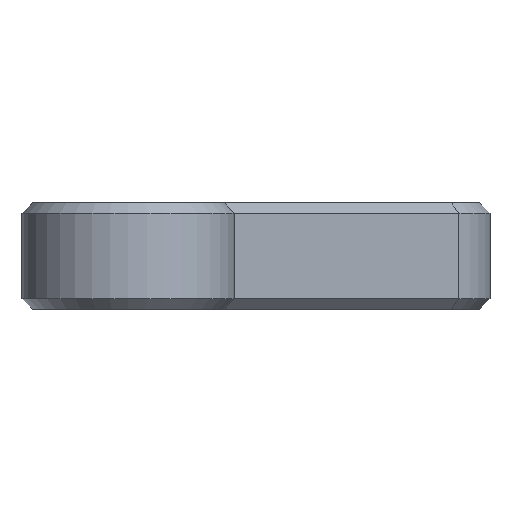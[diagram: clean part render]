
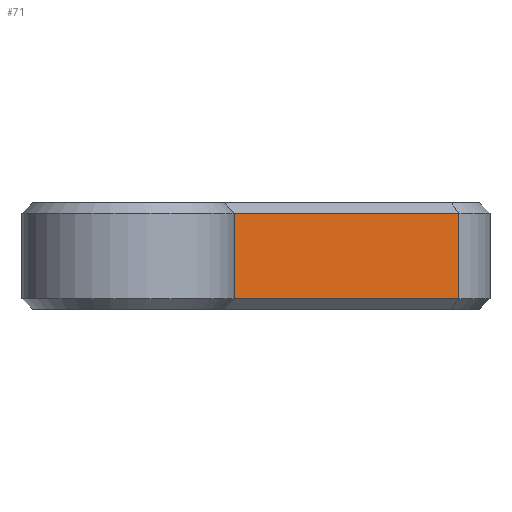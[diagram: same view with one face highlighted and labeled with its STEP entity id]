
A CAD part, front view. The second image highlights one B-rep face of the part: STEP entity #71.
In plain terms, the highlighted planar face has unit normal (0.707, -0.707, 0).
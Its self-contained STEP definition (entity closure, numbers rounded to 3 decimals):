
#37 = VERTEX_POINT ( 'NONE', #1504 ) ;
#57 = CARTESIAN_POINT ( 'NONE',  ( 5., 12.929, -2. ) ) ;
#61 = CARTESIAN_POINT ( 'NONE',  ( 5., 12.929, 2.5 ) ) ;
#64 = ORIENTED_EDGE ( 'NONE', *, *, #369, .T. ) ;
#71 = ADVANCED_FACE ( 'NONE', ( #1034 ), #1677, .F. ) ;
#109 = CARTESIAN_POINT ( 'NONE',  ( 5., 12.929, -2. ) ) ;
#117 = CARTESIAN_POINT ( 'NONE',  ( 15.536, 23.464, 2. ) ) ;
#196 = DIRECTION ( 'NONE',  ( -0.707, -0.707, 0. ) ) ;
#213 = CARTESIAN_POINT ( 'NONE',  ( 5., 12.929, 2. ) ) ;
#254 = DIRECTION ( 'NONE',  ( 0.707, 0.707, 0. ) ) ;
#367 = EDGE_CURVE ( 'NONE', #1609, #37, #1669, .T. ) ;
#369 = EDGE_CURVE ( 'NONE', #37, #1397, #1643, .T. ) ;
#452 = VERTEX_POINT ( 'NONE', #723 ) ;
#717 = DIRECTION ( 'NONE',  ( -0.707, 0.707, 0. ) ) ;
#723 = CARTESIAN_POINT ( 'NONE',  ( 15.536, 23.464, -2. ) ) ;
#845 = VECTOR ( 'NONE', #865, 1000. ) ;
#849 = CARTESIAN_POINT ( 'NONE',  ( 5., 12.929, 2.5 ) ) ;
#865 = DIRECTION ( 'NONE',  ( 0., 0., -1. ) ) ;
#874 = VECTOR ( 'NONE', #196, 1000. ) ;
#951 = ORIENTED_EDGE ( 'NONE', *, *, #367, .T. ) ;
#1001 = LINE ( 'NONE', #1500, #1041 ) ;
#1034 = FACE_OUTER_BOUND ( 'NONE', #1700, .T. ) ;
#1041 = VECTOR ( 'NONE', #1974, 1000. ) ;
#1064 = LINE ( 'NONE', #109, #1254 ) ;
#1109 = AXIS2_PLACEMENT_3D ( 'NONE', #61, #717, #1367 ) ;
#1126 = EDGE_CURVE ( 'NONE', #1397, #452, #1064, .T. ) ;
#1254 = VECTOR ( 'NONE', #254, 1000. ) ;
#1256 = ORIENTED_EDGE ( 'NONE', *, *, #1780, .F. ) ;
#1367 = DIRECTION ( 'NONE',  ( -0.707, -0.707, 0. ) ) ;
#1397 = VERTEX_POINT ( 'NONE', #57 ) ;
#1500 = CARTESIAN_POINT ( 'NONE',  ( 15.536, 23.464, 2.5 ) ) ;
#1504 = CARTESIAN_POINT ( 'NONE',  ( 5., 12.929, 2. ) ) ;
#1609 = VERTEX_POINT ( 'NONE', #117 ) ;
#1643 = LINE ( 'NONE', #849, #845 ) ;
#1669 = LINE ( 'NONE', #213, #874 ) ;
#1677 = PLANE ( 'NONE',  #1109 ) ;
#1700 = EDGE_LOOP ( 'NONE', ( #64, #1939, #1256, #951 ) ) ;
#1780 = EDGE_CURVE ( 'NONE', #1609, #452, #1001, .T. ) ;
#1939 = ORIENTED_EDGE ( 'NONE', *, *, #1126, .T. ) ;
#1974 = DIRECTION ( 'NONE',  ( 0., 0., -1. ) ) ;
